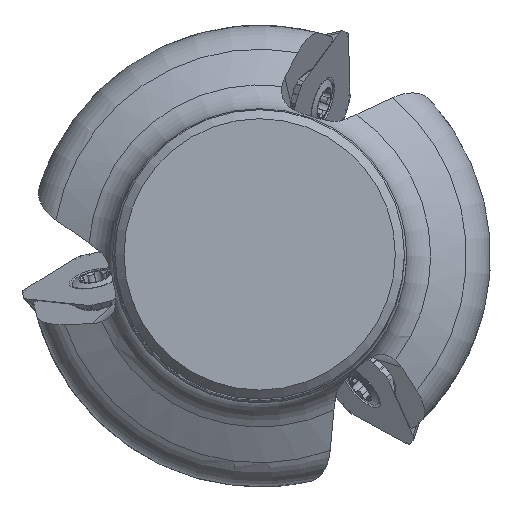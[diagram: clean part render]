
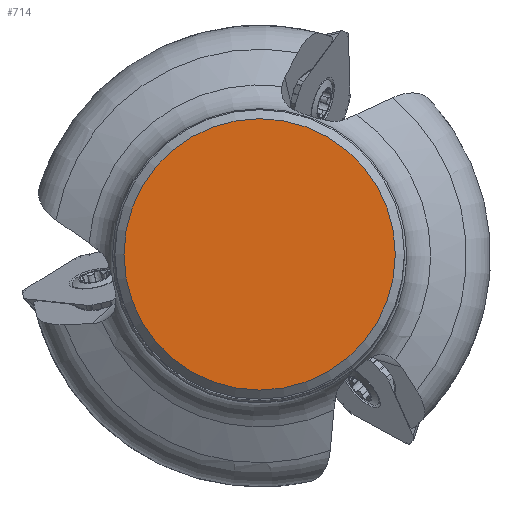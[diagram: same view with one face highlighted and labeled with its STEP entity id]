
A CAD part, top view. The second image highlights one B-rep face of the part: STEP entity #714.
In plain terms, the highlighted planar face has unit normal (0, 0, 1).
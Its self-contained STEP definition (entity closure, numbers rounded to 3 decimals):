
#398=FACE_OUTER_BOUND('',#1502,.T.);
#714=ADVANCED_FACE('',(#398),#995,.T.);
#995=PLANE('',#6779);
#1196=CIRCLE('',#6778,14.99);
#1502=EDGE_LOOP('',(#3024));
#3024=ORIENTED_EDGE('',*,*,#5483,.T.);
#4758=VERTEX_POINT('',#10451);
#5483=EDGE_CURVE('',#4758,#4758,#1196,.T.);
#6778=AXIS2_PLACEMENT_3D('',#10450,#7693,#7694);
#6779=AXIS2_PLACEMENT_3D('',#10452,#7695,#7696);
#7693=DIRECTION('',(0.,0.,1.));
#7694=DIRECTION('',(1.,0.,0.));
#7695=DIRECTION('',(0.,0.,1.));
#7696=DIRECTION('',(1.,0.,0.));
#10450=CARTESIAN_POINT('',(0.,0.,0.));
#10451=CARTESIAN_POINT('',(14.99,0.,0.));
#10452=CARTESIAN_POINT('',(0.,0.,0.));
